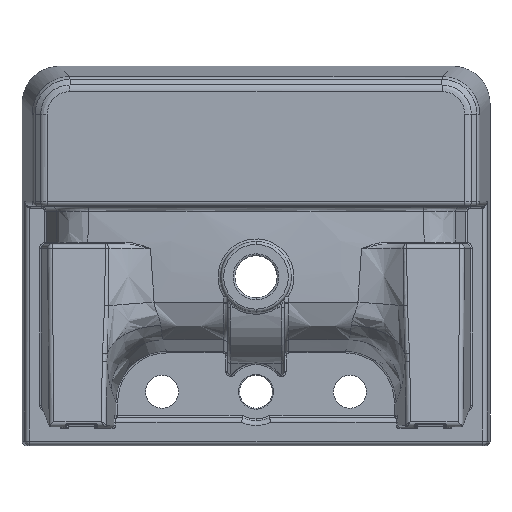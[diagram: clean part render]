
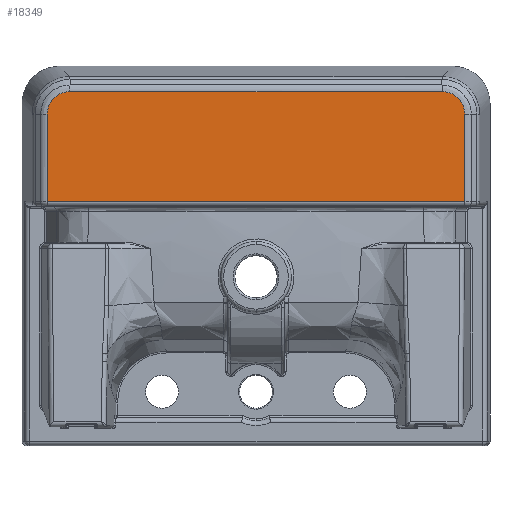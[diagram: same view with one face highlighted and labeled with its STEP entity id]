
A CAD part, front view. The second image highlights one B-rep face of the part: STEP entity #18349.
In plain terms, the highlighted planar face has unit normal (0, -1, 0).
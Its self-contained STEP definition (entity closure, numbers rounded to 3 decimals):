
#109 = LINE ( 'NONE', #7162, #9374 ) ;
#147 = CARTESIAN_POINT ( 'NONE',  ( 222.351, 35., 150.692 ) ) ;
#418 = CARTESIAN_POINT ( 'NONE',  ( -222.359, 35., 151.491 ) ) ;
#810 = CARTESIAN_POINT ( 'NONE',  ( -214.308, 35., 168.977 ) ) ;
#847 = ORIENTED_EDGE ( 'NONE', *, *, #2752, .T. ) ;
#941 = CARTESIAN_POINT ( 'NONE',  ( 219.431, 35., 162.499 ) ) ;
#1059 = CARTESIAN_POINT ( 'NONE',  ( 210.408, 35., 171.759 ) ) ;
#1171 = CARTESIAN_POINT ( 'NONE',  ( 220.314, 35., 160.731 ) ) ;
#1271 = CARTESIAN_POINT ( 'NONE',  ( -199.86, 35., 174.868 ) ) ;
#1401 = CARTESIAN_POINT ( 'NONE',  ( 209.014, 35., 172.494 ) ) ;
#1648 = VERTEX_POINT ( 'NONE', #9681 ) ;
#1719 = B_SPLINE_CURVE_WITH_KNOTS ( 'NONE', 3,
 ( #11645, #1271, #17422, #9995, #15187, #20981, #4810, #17199, #13883, #13647, #15538, #18738, #4345, #6446, #810, #8206, #22402, #19200, #2921, #11532, #7973, #10109, #17308, #22750, #4920, #18227, #7585, #12791, #18343, #19879, #418, #14685 ),
 .UNSPECIFIED., .F., .F.,
 ( 4, 2, 2, 2, 2, 2, 2, 2, 2, 2, 2, 2, 2, 2, 2, 4 ),
 ( 0., 0.005, 0.007, 0.01, 0.012, 0.013, 0.014, 0.019, 0.021, 0.023, 0.024, 0.029, 0.031, 0.033, 0.036, 0.038 ),
 .UNSPECIFIED. ) ;
#2056 = DIRECTION ( 'NONE',  ( 0., 1., 0. ) ) ;
#2752 = EDGE_CURVE ( 'NONE', #18515, #13258, #18789, .T. ) ;
#2818 = CARTESIAN_POINT ( 'NONE',  ( 212.382, 35., 170.439 ) ) ;
#2921 = CARTESIAN_POINT ( 'NONE',  ( -217.51, 35., 165.465 ) ) ;
#3010 = VECTOR ( 'NONE', #7685, 1000. ) ;
#3158 = CARTESIAN_POINT ( 'NONE',  ( 203.759, 35., 174.287 ) ) ;
#3958 = EDGE_CURVE ( 'NONE', #9050, #16249, #109, .T. ) ;
#4345 = CARTESIAN_POINT ( 'NONE',  ( -211.43, 35., 171.082 ) ) ;
#4591 = CARTESIAN_POINT ( 'NONE',  ( 221.164, 35., 158.523 ) ) ;
#4810 = CARTESIAN_POINT ( 'NONE',  ( -206.835, 35., 173.38 ) ) ;
#4823 = CARTESIAN_POINT ( 'NONE',  ( 214.264, 35., 168.963 ) ) ;
#4920 = CARTESIAN_POINT ( 'NONE',  ( -221.176, 35., 158.484 ) ) ;
#5046 = CARTESIAN_POINT ( 'NONE',  ( 220.904, 35., 159.269 ) ) ;
#5225 = EDGE_CURVE ( 'NONE', #1648, #8598, #19424, .T. ) ;
#5287 = CARTESIAN_POINT ( 'NONE',  ( 198.261, 35., 174.852 ) ) ;
#5346 = B_SPLINE_CURVE_WITH_KNOTS ( 'NONE', 3,
 ( #10348, #17321, #6694, #6459, #20876, #6577, #19102, #4591, #5046, #1171, #13896, #941, #20762, #8333, #21109, #12123, #13782, #12237, #4823, #10009, #12011, #2818, #17212, #1059, #1401, #19327, #8219, #15440, #3158, #15787, #7153, #5287 ),
 .UNSPECIFIED., .F., .F.,
 ( 4, 2, 2, 2, 2, 2, 2, 2, 2, 2, 2, 2, 2, 2, 2, 4 ),
 ( 0., 0.002, 0.005, 0.007, 0.01, 0.012, 0.013, 0.014, 0.019, 0.021, 0.023, 0.024, 0.029, 0.031, 0.033, 0.038 ),
 .UNSPECIFIED. ) ;
#5348 = PLANE ( 'NONE',  #10842 ) ;
#5930 = CARTESIAN_POINT ( 'NONE',  ( 222.352, 35., 150.692 ) ) ;
#6446 = CARTESIAN_POINT ( 'NONE',  ( -213.089, 35., 169.979 ) ) ;
#6459 = CARTESIAN_POINT ( 'NONE',  ( 222.195, 35., 153.868 ) ) ;
#6577 = CARTESIAN_POINT ( 'NONE',  ( 221.796, 35., 156.22 ) ) ;
#6694 = CARTESIAN_POINT ( 'NONE',  ( 222.332, 35., 152.286 ) ) ;
#6932 = DIRECTION ( 'NONE',  ( -1., 0., 0. ) ) ;
#7090 = VECTOR ( 'NONE', #20968, 1000. ) ;
#7153 = CARTESIAN_POINT ( 'NONE',  ( 199.86, 35., 174.868 ) ) ;
#7162 = CARTESIAN_POINT ( 'NONE',  ( -198.192, 35., 174.852 ) ) ;
#7340 = CARTESIAN_POINT ( 'NONE',  ( 0., 35., 0. ) ) ;
#7585 = CARTESIAN_POINT ( 'NONE',  ( -221.802, 35., 156.19 ) ) ;
#7685 = DIRECTION ( 'NONE',  ( 0., 0., 1. ) ) ;
#7944 = EDGE_CURVE ( 'NONE', #16249, #1648, #1719, .T. ) ;
#7973 = CARTESIAN_POINT ( 'NONE',  ( -218.206, 35., 164.498 ) ) ;
#8206 = CARTESIAN_POINT ( 'NONE',  ( -215.979, 35., 167.299 ) ) ;
#8219 = CARTESIAN_POINT ( 'NONE',  ( 206.053, 35., 173.654 ) ) ;
#8333 = CARTESIAN_POINT ( 'NONE',  ( 218.833, 35., 163.53 ) ) ;
#8598 = VERTEX_POINT ( 'NONE', #11792 ) ;
#9050 = VERTEX_POINT ( 'NONE', #10463 ) ;
#9374 = VECTOR ( 'NONE', #6932, 1000. ) ;
#9681 = CARTESIAN_POINT ( 'NONE',  ( -222.351, 35., 150.692 ) ) ;
#9990 = EDGE_CURVE ( 'NONE', #13258, #9050, #5346, .T. ) ;
#9995 = CARTESIAN_POINT ( 'NONE',  ( -203.789, 35., 174.28 ) ) ;
#10009 = CARTESIAN_POINT ( 'NONE',  ( 213.338, 35., 169.721 ) ) ;
#10109 = CARTESIAN_POINT ( 'NONE',  ( -219.293, 35., 162.847 ) ) ;
#10348 = CARTESIAN_POINT ( 'NONE',  ( 222.351, 35., 150.692 ) ) ;
#10463 = CARTESIAN_POINT ( 'NONE',  ( 198.261, 35., 174.852 ) ) ;
#10842 = AXIS2_PLACEMENT_3D ( 'NONE', #7340, #2056, #17980 ) ;
#10939 = ORIENTED_EDGE ( 'NONE', *, *, #22389, .T. ) ;
#11532 = CARTESIAN_POINT ( 'NONE',  ( -217.98, 35., 164.824 ) ) ;
#11645 = CARTESIAN_POINT ( 'NONE',  ( -198.261, 35., 174.852 ) ) ;
#11792 = CARTESIAN_POINT ( 'NONE',  ( -222.352, 35., 57.5 ) ) ;
#11835 = VECTOR ( 'NONE', #15364, 1000. ) ;
#11984 = CARTESIAN_POINT ( 'NONE',  ( -222.352, 35., -202.5 ) ) ;
#12011 = CARTESIAN_POINT ( 'NONE',  ( 213.022, 35., 169.967 ) ) ;
#12123 = CARTESIAN_POINT ( 'NONE',  ( 217.522, 35., 165.533 ) ) ;
#12237 = CARTESIAN_POINT ( 'NONE',  ( 214.851, 35., 168.431 ) ) ;
#12791 = CARTESIAN_POINT ( 'NONE',  ( -222.091, 35., 154.64 ) ) ;
#13258 = VERTEX_POINT ( 'NONE', #147 ) ;
#13647 = CARTESIAN_POINT ( 'NONE',  ( -210.061, 35., 171.897 ) ) ;
#13782 = CARTESIAN_POINT ( 'NONE',  ( 216.523, 35., 166.755 ) ) ;
#13827 = CARTESIAN_POINT ( 'NONE',  ( 222.352, 35., 57.5 ) ) ;
#13883 = CARTESIAN_POINT ( 'NONE',  ( -209.011, 35., 172.452 ) ) ;
#13896 = CARTESIAN_POINT ( 'NONE',  ( 219.982, 35., 161.447 ) ) ;
#14467 = ORIENTED_EDGE ( 'NONE', *, *, #7944, .T. ) ;
#14685 = CARTESIAN_POINT ( 'NONE',  ( -222.351, 35., 150.692 ) ) ;
#15187 = CARTESIAN_POINT ( 'NONE',  ( -204.569, 35., 174.091 ) ) ;
#15364 = DIRECTION ( 'NONE',  ( 1., 0., 0. ) ) ;
#15440 = CARTESIAN_POINT ( 'NONE',  ( 204.528, 35., 174.102 ) ) ;
#15538 = CARTESIAN_POINT ( 'NONE',  ( -210.407, 35., 171.702 ) ) ;
#15787 = CARTESIAN_POINT ( 'NONE',  ( 201.434, 35., 174.726 ) ) ;
#16249 = VERTEX_POINT ( 'NONE', #23193 ) ;
#17199 = CARTESIAN_POINT ( 'NONE',  ( -208.296, 35., 172.785 ) ) ;
#17212 = CARTESIAN_POINT ( 'NONE',  ( 212.057, 35., 170.666 ) ) ;
#17308 = CARTESIAN_POINT ( 'NONE',  ( -220.025, 35., 161.451 ) ) ;
#17321 = CARTESIAN_POINT ( 'NONE',  ( 222.359, 35., 151.491 ) ) ;
#17422 = CARTESIAN_POINT ( 'NONE',  ( -201.442, 35., 174.727 ) ) ;
#17896 = ORIENTED_EDGE ( 'NONE', *, *, #3958, .T. ) ;
#17980 = DIRECTION ( 'NONE',  ( 0., 0., 1. ) ) ;
#18227 = CARTESIAN_POINT ( 'NONE',  ( -221.62, 35., 156.959 ) ) ;
#18343 = CARTESIAN_POINT ( 'NONE',  ( -222.197, 35., 153.859 ) ) ;
#18349 = ADVANCED_FACE ( 'NONE', ( #23297 ), #5348, .F. ) ;
#18515 = VERTEX_POINT ( 'NONE', #13827 ) ;
#18738 = CARTESIAN_POINT ( 'NONE',  ( -211.091, 35., 171.295 ) ) ;
#18789 = LINE ( 'NONE', #5930, #3010 ) ;
#19102 = CARTESIAN_POINT ( 'NONE',  ( 221.609, 35., 157. ) ) ;
#19200 = CARTESIAN_POINT ( 'NONE',  ( -217.265, 35., 165.782 ) ) ;
#19327 = CARTESIAN_POINT ( 'NONE',  ( 206.81, 35., 173.389 ) ) ;
#19424 = LINE ( 'NONE', #11984, #7090 ) ;
#19879 = CARTESIAN_POINT ( 'NONE',  ( -222.332, 35., 152.284 ) ) ;
#20301 = EDGE_LOOP ( 'NONE', ( #20559, #10939, #847, #22406, #17896, #14467 ) ) ;
#20449 = LINE ( 'NONE', #22454, #11835 ) ;
#20559 = ORIENTED_EDGE ( 'NONE', *, *, #5225, .T. ) ;
#20762 = CARTESIAN_POINT ( 'NONE',  ( 219.237, 35., 162.845 ) ) ;
#20876 = CARTESIAN_POINT ( 'NONE',  ( 222.089, 35., 154.655 ) ) ;
#20968 = DIRECTION ( 'NONE',  ( 0., 0., -1. ) ) ;
#20981 = CARTESIAN_POINT ( 'NONE',  ( -206.09, 35., 173.641 ) ) ;
#21109 = CARTESIAN_POINT ( 'NONE',  ( 218.62, 35., 163.87 ) ) ;
#22389 = EDGE_CURVE ( 'NONE', #8598, #18515, #20449, .T. ) ;
#22402 = CARTESIAN_POINT ( 'NONE',  ( -216.51, 35., 166.71 ) ) ;
#22406 = ORIENTED_EDGE ( 'NONE', *, *, #9990, .T. ) ;
#22454 = CARTESIAN_POINT ( 'NONE',  ( 222.352, 35., 57.5 ) ) ;
#22750 = CARTESIAN_POINT ( 'NONE',  ( -220.914, 35., 159.243 ) ) ;
#23193 = CARTESIAN_POINT ( 'NONE',  ( -198.261, 35., 174.852 ) ) ;
#23297 = FACE_OUTER_BOUND ( 'NONE', #20301, .T. ) ;
